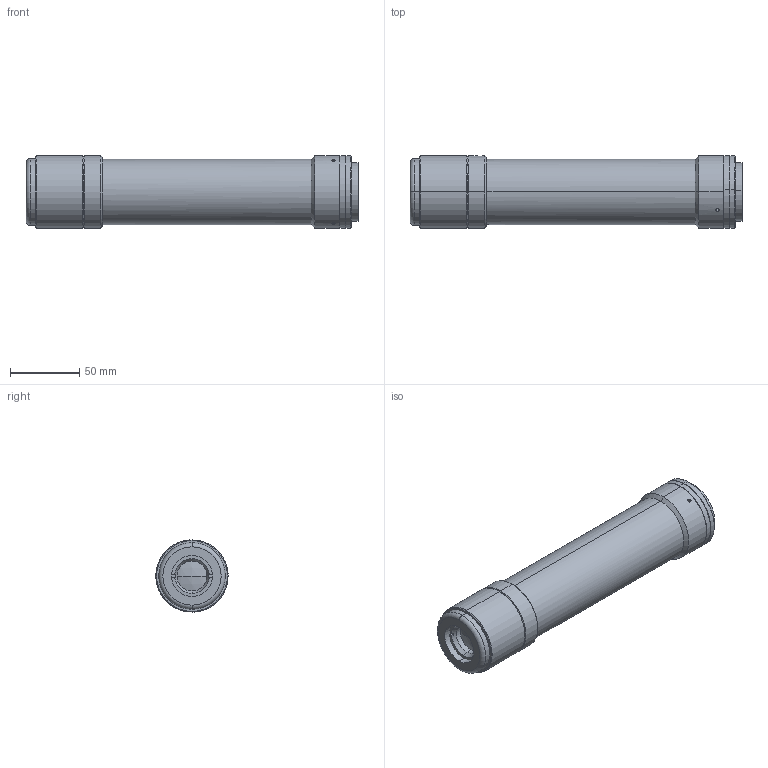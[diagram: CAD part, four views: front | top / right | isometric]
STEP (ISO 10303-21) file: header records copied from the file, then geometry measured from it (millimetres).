
FILE_DESCRIPTION (( 'STEP AP203' ), '1' );
FILE_NAME ('DP23014_MC4K175X-N.step', '2020-09-11T13:53:14', ( '' ), ( '' ), 'SwSTEP 2.0', 'SolidWorks 2020', '' );
FILE_SCHEMA (( 'CONFIG_CONTROL_DESIGN' ));
Length unit declared in the file: millimetre
Products named in the file (1): DP23014_MC4K175X-N
Bounding box: 239.26 x 52 x 52 mm (x, y, z)
Surface area: 51666.2 mm2 (no closed solid volume)
Topology: 0 solids, 11 shells, 77 faces, 208 edges, 143 vertices
Faces by surface type: cylinder 35, plane 20, cone 18, sphere 2, torus 2
Entity records: 2928 total; most frequent: CARTESIAN_POINT 896, DIRECTION 443, ORIENTED_EDGE 340, EDGE_CURVE 208, AXIS2_PLACEMENT_3D 180, VERTEX_POINT 143, CIRCLE 102, EDGE_LOOP 91
